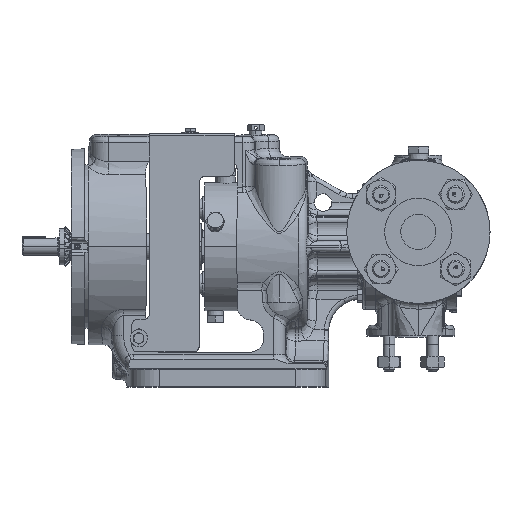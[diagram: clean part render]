
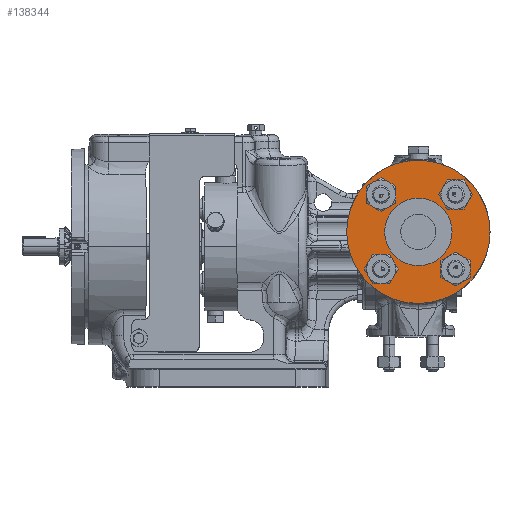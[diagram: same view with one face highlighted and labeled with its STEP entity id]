
A CAD part, top view. The second image highlights one B-rep face of the part: STEP entity #138344.
In plain terms, the highlighted planar face has unit normal (0, 0, 1).
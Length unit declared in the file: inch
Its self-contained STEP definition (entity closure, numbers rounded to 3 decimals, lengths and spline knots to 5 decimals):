
#768 = ORIENTED_EDGE ( 'NONE', *, *, #197752, .F. ) ;
#891 = FACE_BOUND ( 'NONE', #56171, .T. ) ;
#901 = DIRECTION ( 'NONE',  ( 0., 0., 1. ) ) ;
#3597 = CARTESIAN_POINT ( 'NONE',  ( 0.22901, -1.34599, 4.94 ) ) ;
#6757 = DIRECTION ( 'NONE',  ( 0., 0., 1. ) ) ;
#7560 = VERTEX_POINT ( 'NONE', #86699 ) ;
#8018 = CARTESIAN_POINT ( 'NONE',  ( 1.82, 0.62, 4.94 ) ) ;
#9327 = CARTESIAN_POINT ( 'NONE',  ( 0.22901, 2.21099, 4.94 ) ) ;
#10878 = CARTESIAN_POINT ( 'NONE',  ( 0.22901, -0.97099, 4.94 ) ) ;
#13589 = CIRCLE ( 'NONE', #168198, 1.44 ) ;
#15733 = CARTESIAN_POINT ( 'NONE',  ( 3.03599, -0.97099, 4.94 ) ) ;
#15970 = CARTESIAN_POINT ( 'NONE',  ( 3.26, 0.62, 4.94 ) ) ;
#16030 = EDGE_CURVE ( 'NONE', #193443, #99491, #187297, .T. ) ;
#16972 = EDGE_CURVE ( 'NONE', #119263, #184518, #148045, .T. ) ;
#17353 = ORIENTED_EDGE ( 'NONE', *, *, #112259, .F. ) ;
#17705 = AXIS2_PLACEMENT_3D ( 'NONE', #9327, #117463, #24828 ) ;
#17881 = CARTESIAN_POINT ( 'NONE',  ( 0.22901, -0.97099, 4.94 ) ) ;
#18083 = CARTESIAN_POINT ( 'NONE',  ( 3.41099, -0.97099, 4.94 ) ) ;
#22192 = AXIS2_PLACEMENT_3D ( 'NONE', #164822, #72195, #180411 ) ;
#22584 = DIRECTION ( 'NONE',  ( 0., 0., 1. ) ) ;
#22862 = EDGE_LOOP ( 'NONE', ( #17353, #143466 ) ) ;
#23517 = DIRECTION ( 'NONE',  ( 1., 0., 0. ) ) ;
#24828 = DIRECTION ( 'NONE',  ( -1., 0., 0. ) ) ;
#25090 = CARTESIAN_POINT ( 'NONE',  ( -1.24, 0.62, 4.94 ) ) ;
#26364 = DIRECTION ( 'NONE',  ( -1., 0., 0. ) ) ;
#29107 = CARTESIAN_POINT ( 'NONE',  ( 1.82, 0.62, 4.94 ) ) ;
#31408 = ORIENTED_EDGE ( 'NONE', *, *, #177736, .F. ) ;
#33374 = DIRECTION ( 'NONE',  ( -1., 0., 0. ) ) ;
#33564 = DIRECTION ( 'NONE',  ( -1., 0., 0. ) ) ;
#33636 = DIRECTION ( 'NONE',  ( 0., 0., 1. ) ) ;
#36940 = CARTESIAN_POINT ( 'NONE',  ( 0.38, 0.62, 4.94 ) ) ;
#40499 = ORIENTED_EDGE ( 'NONE', *, *, #122209, .F. ) ;
#41912 = FACE_BOUND ( 'NONE', #110936, .T. ) ;
#44619 = DIRECTION ( 'NONE',  ( -1., 0., 0. ) ) ;
#50772 = CARTESIAN_POINT ( 'NONE',  ( 3.26, 0.62, 4.94 ) ) ;
#53472 = CARTESIAN_POINT ( 'NONE',  ( 3.41099, 1.83599, 4.94 ) ) ;
#56171 = EDGE_LOOP ( 'NONE', ( #40499, #79562 ) ) ;
#65354 = CIRCLE ( 'NONE', #17705, 0.375 ) ;
#65716 = PLANE ( 'NONE',  #192715 ) ;
#66393 = DIRECTION ( 'NONE',  ( -1., 0., 0. ) ) ;
#68044 = AXIS2_PLACEMENT_3D ( 'NONE', #17881, #126039, #33374 ) ;
#72195 = DIRECTION ( 'NONE',  ( 0., 0., 1. ) ) ;
#72253 = CIRCLE ( 'NONE', #78355, 0.375 ) ;
#75589 = CARTESIAN_POINT ( 'NONE',  ( 3.41099, 2.58599, 4.94 ) ) ;
#75834 = EDGE_LOOP ( 'NONE', ( #102450, #185346 ) ) ;
#78254 = FACE_BOUND ( 'NONE', #111932, .T. ) ;
#78355 = AXIS2_PLACEMENT_3D ( 'NONE', #88187, #196498, #103745 ) ;
#79562 = ORIENTED_EDGE ( 'NONE', *, *, #80754, .F. ) ;
#80754 = EDGE_CURVE ( 'NONE', #81657, #169891, #65354, .T. ) ;
#81089 = VERTEX_POINT ( 'NONE', #15970 ) ;
#81657 = VERTEX_POINT ( 'NONE', #116976 ) ;
#86699 = CARTESIAN_POINT ( 'NONE',  ( 3.78599, -0.97099, 4.94 ) ) ;
#88187 = CARTESIAN_POINT ( 'NONE',  ( 3.41099, 2.21099, 4.94 ) ) ;
#93507 = CARTESIAN_POINT ( 'NONE',  ( 1.82, 0.62, 4.94 ) ) ;
#94919 = CIRCLE ( 'NONE', #190049, 0.375 ) ;
#97464 = AXIS2_PLACEMENT_3D ( 'NONE', #8018, #116162, #23517 ) ;
#99273 = CARTESIAN_POINT ( 'NONE',  ( 0.22901, 2.21099, 4.94 ) ) ;
#99455 = CIRCLE ( 'NONE', #97464, 1.44 ) ;
#99491 = VERTEX_POINT ( 'NONE', #160750 ) ;
#99773 = AXIS2_PLACEMENT_3D ( 'NONE', #93507, #901, #109059 ) ;
#102450 = ORIENTED_EDGE ( 'NONE', *, *, #199101, .T. ) ;
#103745 = DIRECTION ( 'NONE',  ( -1., 0., 0. ) ) ;
#107484 = AXIS2_PLACEMENT_3D ( 'NONE', #18083, #126222, #33564 ) ;
#107492 = EDGE_CURVE ( 'NONE', #7560, #181135, #159567, .T. ) ;
#109059 = DIRECTION ( 'NONE',  ( -1., 0., 0. ) ) ;
#110936 = EDGE_LOOP ( 'NONE', ( #768, #121953 ) ) ;
#111932 = EDGE_LOOP ( 'NONE', ( #31408, #135613 ) ) ;
#112259 = EDGE_CURVE ( 'NONE', #116797, #190967, #198605, .T. ) ;
#114891 = DIRECTION ( 'NONE',  ( -1., 0., 0. ) ) ;
#115223 = CARTESIAN_POINT ( 'NONE',  ( 3.41099, -0.97099, 4.94 ) ) ;
#116162 = DIRECTION ( 'NONE',  ( 0., 0., 1. ) ) ;
#116797 = VERTEX_POINT ( 'NONE', #3597 ) ;
#116976 = CARTESIAN_POINT ( 'NONE',  ( 0.60401, 2.21099, 4.94 ) ) ;
#117463 = DIRECTION ( 'NONE',  ( 0., 0., 1. ) ) ;
#118990 = DIRECTION ( 'NONE',  ( 0., 0., 1. ) ) ;
#119263 = VERTEX_POINT ( 'NONE', #53472 ) ;
#119382 = FACE_OUTER_BOUND ( 'NONE', #75834, .T. ) ;
#121953 = ORIENTED_EDGE ( 'NONE', *, *, #16972, .F. ) ;
#122209 = EDGE_CURVE ( 'NONE', #169891, #81657, #165361, .T. ) ;
#124005 = CIRCLE ( 'NONE', #175458, 0.375 ) ;
#124216 = FACE_BOUND ( 'NONE', #140783, .T. ) ;
#126039 = DIRECTION ( 'NONE',  ( 0., 0., 1. ) ) ;
#126222 = DIRECTION ( 'NONE',  ( 0., 0., 1. ) ) ;
#126278 = CARTESIAN_POINT ( 'NONE',  ( 1.82, 0.62, 4.94 ) ) ;
#128461 = ORIENTED_EDGE ( 'NONE', *, *, #130504, .F. ) ;
#130504 = EDGE_CURVE ( 'NONE', #181135, #7560, #94919, .T. ) ;
#130726 = DIRECTION ( 'NONE',  ( -1., 0., 0. ) ) ;
#135613 = ORIENTED_EDGE ( 'NONE', *, *, #156527, .F. ) ;
#137324 = DIRECTION ( 'NONE',  ( 0., 0., 1. ) ) ;
#138344 = ADVANCED_FACE ( 'NONE', ( #165407, #891, #41912, #124216, #119382, #78254 ), #65716, .F. ) ;
#140783 = EDGE_LOOP ( 'NONE', ( #156202, #128461 ) ) ;
#141874 = DIRECTION ( 'NONE',  ( 1., 0., 0. ) ) ;
#143466 = ORIENTED_EDGE ( 'NONE', *, *, #178738, .F. ) ;
#148045 = CIRCLE ( 'NONE', #22192, 0.375 ) ;
#152346 = AXIS2_PLACEMENT_3D ( 'NONE', #99273, #6757, #114891 ) ;
#156202 = ORIENTED_EDGE ( 'NONE', *, *, #107492, .F. ) ;
#156527 = EDGE_CURVE ( 'NONE', #156805, #81089, #13589, .T. ) ;
#156805 = VERTEX_POINT ( 'NONE', #36940 ) ;
#159062 = DIRECTION ( 'NONE',  ( 0., 0., -1. ) ) ;
#159567 = CIRCLE ( 'NONE', #107484, 0.375 ) ;
#160750 = CARTESIAN_POINT ( 'NONE',  ( 4.88, 0.62, 4.94 ) ) ;
#164822 = CARTESIAN_POINT ( 'NONE',  ( 3.41099, 2.21099, 4.94 ) ) ;
#165361 = CIRCLE ( 'NONE', #152346, 0.375 ) ;
#165407 = FACE_BOUND ( 'NONE', #22862, .T. ) ;
#168198 = AXIS2_PLACEMENT_3D ( 'NONE', #126278, #33636, #141874 ) ;
#169891 = VERTEX_POINT ( 'NONE', #200541 ) ;
#173134 = CIRCLE ( 'NONE', #183536, 3.06 ) ;
#175458 = AXIS2_PLACEMENT_3D ( 'NONE', #10878, #118990, #26364 ) ;
#177736 = EDGE_CURVE ( 'NONE', #81089, #156805, #99455, .T. ) ;
#178738 = EDGE_CURVE ( 'NONE', #190967, #116797, #124005, .T. ) ;
#180411 = DIRECTION ( 'NONE',  ( -1., 0., 0. ) ) ;
#181135 = VERTEX_POINT ( 'NONE', #15733 ) ;
#183536 = AXIS2_PLACEMENT_3D ( 'NONE', #29107, #137324, #44619 ) ;
#184518 = VERTEX_POINT ( 'NONE', #75589 ) ;
#185346 = ORIENTED_EDGE ( 'NONE', *, *, #16030, .T. ) ;
#187297 = CIRCLE ( 'NONE', #99773, 3.06 ) ;
#190049 = AXIS2_PLACEMENT_3D ( 'NONE', #115223, #22584, #130726 ) ;
#190967 = VERTEX_POINT ( 'NONE', #198302 ) ;
#192715 = AXIS2_PLACEMENT_3D ( 'NONE', #50772, #159062, #66393 ) ;
#193443 = VERTEX_POINT ( 'NONE', #25090 ) ;
#196498 = DIRECTION ( 'NONE',  ( 0., 0., 1. ) ) ;
#197752 = EDGE_CURVE ( 'NONE', #184518, #119263, #72253, .T. ) ;
#198302 = CARTESIAN_POINT ( 'NONE',  ( 0.22901, -0.59599, 4.94 ) ) ;
#198605 = CIRCLE ( 'NONE', #68044, 0.375 ) ;
#199101 = EDGE_CURVE ( 'NONE', #99491, #193443, #173134, .T. ) ;
#200541 = CARTESIAN_POINT ( 'NONE',  ( -0.14599, 2.21099, 4.94 ) ) ;
